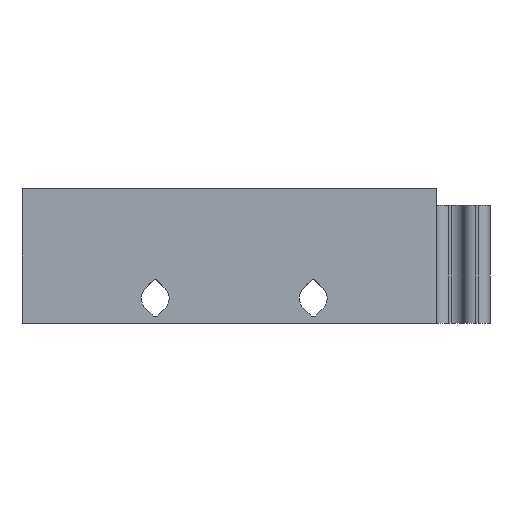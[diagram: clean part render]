
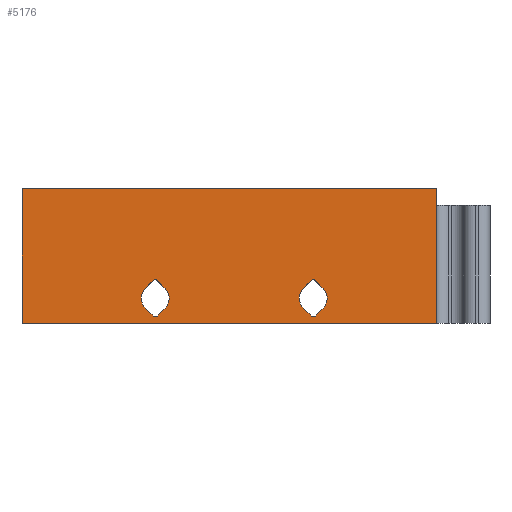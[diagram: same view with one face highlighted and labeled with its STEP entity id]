
A CAD part, left-side view. The second image highlights one B-rep face of the part: STEP entity #5176.
In plain terms, the highlighted planar face has unit normal (-1, 0, 0).
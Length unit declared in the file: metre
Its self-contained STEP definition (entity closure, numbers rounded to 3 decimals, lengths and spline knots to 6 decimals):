
#114=CIRCLE('',#5501,0.002075);
#115=CIRCLE('',#5502,0.0004);
#116=CIRCLE('',#5503,0.002075);
#117=CIRCLE('',#5504,0.0004);
#118=CIRCLE('',#5505,0.002075);
#119=CIRCLE('',#5506,0.0004);
#120=CIRCLE('',#5507,0.002075);
#121=CIRCLE('',#5508,0.0004);
#304=PLANE('',#5500);
#522=LINE('',#7689,#1031);
#547=LINE('',#7816,#1056);
#578=LINE('',#7926,#1087);
#579=LINE('',#7927,#1088);
#580=LINE('',#7928,#1089);
#581=LINE('',#7933,#1090);
#582=LINE('',#7937,#1091);
#583=LINE('',#7941,#1092);
#584=LINE('',#7947,#1093);
#585=LINE('',#7951,#1094);
#586=LINE('',#7955,#1095);
#587=LINE('',#7959,#1096);
#1031=VECTOR('',#6022,1.);
#1056=VECTOR('',#6061,1.);
#1087=VECTOR('',#6142,1.);
#1088=VECTOR('',#6143,1.);
#1089=VECTOR('',#6144,1.);
#1090=VECTOR('',#6147,1.);
#1091=VECTOR('',#6150,1.);
#1092=VECTOR('',#6153,1.);
#1093=VECTOR('',#6158,1.);
#1094=VECTOR('',#6161,1.);
#1095=VECTOR('',#6164,1.);
#1096=VECTOR('',#6167,1.);
#1834=ORIENTED_EDGE('',*,*,#3241,.T.);
#1835=ORIENTED_EDGE('',*,*,#3296,.T.);
#1836=ORIENTED_EDGE('',*,*,#3194,.F.);
#1837=ORIENTED_EDGE('',*,*,#3297,.T.);
#1838=ORIENTED_EDGE('',*,*,#3298,.F.);
#1839=ORIENTED_EDGE('',*,*,#3299,.T.);
#1840=ORIENTED_EDGE('',*,*,#3300,.F.);
#1841=ORIENTED_EDGE('',*,*,#3301,.T.);
#1842=ORIENTED_EDGE('',*,*,#3302,.T.);
#1843=ORIENTED_EDGE('',*,*,#3303,.T.);
#1844=ORIENTED_EDGE('',*,*,#3304,.T.);
#1845=ORIENTED_EDGE('',*,*,#3305,.T.);
#1846=ORIENTED_EDGE('',*,*,#3306,.F.);
#1847=ORIENTED_EDGE('',*,*,#3307,.T.);
#1848=ORIENTED_EDGE('',*,*,#3308,.F.);
#1849=ORIENTED_EDGE('',*,*,#3309,.F.);
#1850=ORIENTED_EDGE('',*,*,#3310,.F.);
#1851=ORIENTED_EDGE('',*,*,#3311,.F.);
#1852=ORIENTED_EDGE('',*,*,#3312,.F.);
#1853=ORIENTED_EDGE('',*,*,#3313,.T.);
#3194=EDGE_CURVE('',#3948,#3950,#522,.F.);
#3241=EDGE_CURVE('',#3997,#3996,#547,.F.);
#3296=EDGE_CURVE('',#3996,#3950,#578,.T.);
#3297=EDGE_CURVE('',#3948,#3997,#579,.T.);
#3298=EDGE_CURVE('',#4051,#4052,#580,.T.);
#3299=EDGE_CURVE('',#4051,#4053,#114,.T.);
#3300=EDGE_CURVE('',#4054,#4053,#581,.T.);
#3301=EDGE_CURVE('',#4054,#4055,#115,.T.);
#3302=EDGE_CURVE('',#4055,#4056,#582,.T.);
#3303=EDGE_CURVE('',#4056,#4057,#116,.T.);
#3304=EDGE_CURVE('',#4057,#4058,#583,.T.);
#3305=EDGE_CURVE('',#4058,#4052,#117,.T.);
#3306=EDGE_CURVE('',#4059,#4060,#118,.F.);
#3307=EDGE_CURVE('',#4059,#4061,#584,.T.);
#3308=EDGE_CURVE('',#4062,#4061,#119,.F.);
#3309=EDGE_CURVE('',#4063,#4062,#585,.T.);
#3310=EDGE_CURVE('',#4064,#4063,#120,.F.);
#3311=EDGE_CURVE('',#4065,#4064,#586,.T.);
#3312=EDGE_CURVE('',#4066,#4065,#121,.F.);
#3313=EDGE_CURVE('',#4066,#4060,#587,.T.);
#3948=VERTEX_POINT('',#7687);
#3950=VERTEX_POINT('',#7690);
#3996=VERTEX_POINT('',#7815);
#3997=VERTEX_POINT('',#7817);
#4051=VERTEX_POINT('',#7929);
#4052=VERTEX_POINT('',#7930);
#4053=VERTEX_POINT('',#7932);
#4054=VERTEX_POINT('',#7934);
#4055=VERTEX_POINT('',#7936);
#4056=VERTEX_POINT('',#7938);
#4057=VERTEX_POINT('',#7940);
#4058=VERTEX_POINT('',#7942);
#4059=VERTEX_POINT('',#7945);
#4060=VERTEX_POINT('',#7946);
#4061=VERTEX_POINT('',#7948);
#4062=VERTEX_POINT('',#7950);
#4063=VERTEX_POINT('',#7952);
#4064=VERTEX_POINT('',#7954);
#4065=VERTEX_POINT('',#7956);
#4066=VERTEX_POINT('',#7958);
#4561=EDGE_LOOP('',(#1834,#1835,#1836,#1837));
#4562=EDGE_LOOP('',(#1838,#1839,#1840,#1841,#1842,#1843,#1844,#1845));
#4563=EDGE_LOOP('',(#1846,#1847,#1848,#1849,#1850,#1851,#1852,#1853));
#4852=FACE_BOUND('',#4561,.T.);
#4853=FACE_BOUND('',#4562,.T.);
#4854=FACE_BOUND('',#4563,.T.);
#5176=ADVANCED_FACE('',(#4852,#4853,#4854),#304,.F.);
#5500=AXIS2_PLACEMENT_3D('',#7925,#6140,#6141);
#5501=AXIS2_PLACEMENT_3D('',#7931,#6145,#6146);
#5502=AXIS2_PLACEMENT_3D('',#7935,#6148,#6149);
#5503=AXIS2_PLACEMENT_3D('',#7939,#6151,#6152);
#5504=AXIS2_PLACEMENT_3D('',#7943,#6154,#6155);
#5505=AXIS2_PLACEMENT_3D('',#7944,#6156,#6157);
#5506=AXIS2_PLACEMENT_3D('',#7949,#6159,#6160);
#5507=AXIS2_PLACEMENT_3D('',#7953,#6162,#6163);
#5508=AXIS2_PLACEMENT_3D('',#7957,#6165,#6166);
#6022=DIRECTION('',(0.,1.,0.));
#6061=DIRECTION('',(0.,1.,0.));
#6140=DIRECTION('',(1.,0.,0.));
#6141=DIRECTION('',(0.,1.,0.));
#6142=DIRECTION('',(0.,0.,1.));
#6143=DIRECTION('',(0.,0.,-1.));
#6144=DIRECTION('',(0.,-0.707,-0.707));
#6145=DIRECTION('',(1.,0.,0.));
#6146=DIRECTION('',(0.,1.,0.));
#6147=DIRECTION('',(0.,0.707,-0.707));
#6148=DIRECTION('',(1.,0.,0.));
#6149=DIRECTION('',(0.,1.,0.));
#6150=DIRECTION('',(0.,-0.707,-0.707));
#6151=DIRECTION('',(1.,0.,0.));
#6152=DIRECTION('',(0.,1.,0.));
#6153=DIRECTION('',(0.,0.707,-0.707));
#6154=DIRECTION('',(1.,0.,0.));
#6155=DIRECTION('',(0.,1.,0.));
#6156=DIRECTION('',(1.,0.,0.));
#6157=DIRECTION('',(0.,1.,0.));
#6158=DIRECTION('',(0.,0.707,-0.707));
#6159=DIRECTION('',(1.,0.,0.));
#6160=DIRECTION('',(0.,1.,0.));
#6161=DIRECTION('',(0.,-0.707,-0.707));
#6162=DIRECTION('',(1.,0.,0.));
#6163=DIRECTION('',(0.,1.,0.));
#6164=DIRECTION('',(0.,0.707,-0.707));
#6165=DIRECTION('',(1.,0.,0.));
#6166=DIRECTION('',(0.,1.,0.));
#6167=DIRECTION('',(0.,-0.707,-0.707));
#7687=CARTESIAN_POINT('',(1.230025,1.6515,0.38));
#7689=CARTESIAN_POINT('',(1.230025,1.542111,0.38));
#7690=CARTESIAN_POINT('',(1.230025,1.590025,0.38));
#7815=CARTESIAN_POINT('',(1.230025,1.590025,0.36));
#7816=CARTESIAN_POINT('',(1.230025,1.662111,0.36));
#7817=CARTESIAN_POINT('',(1.230025,1.6515,0.36));
#7925=CARTESIAN_POINT('',(1.230025,1.542111,0.38));
#7926=CARTESIAN_POINT('',(1.230025,1.590025,0.38));
#7927=CARTESIAN_POINT('',(1.230025,1.6515,0.38));
#7928=CARTESIAN_POINT('',(1.230025,1.596523,0.325588));
#7929=CARTESIAN_POINT('',(1.230025,1.633201,0.362266));
#7930=CARTESIAN_POINT('',(1.230025,1.632016,0.361082));
#7931=CARTESIAN_POINT('',(1.230025,1.631733,0.363733));
#7932=CARTESIAN_POINT('',(1.230025,1.633201,0.365201));
#7933=CARTESIAN_POINT('',(1.230025,1.580256,0.418145));
#7934=CARTESIAN_POINT('',(1.230025,1.632016,0.366385));
#7935=CARTESIAN_POINT('',(1.230025,1.631733,0.366102));
#7936=CARTESIAN_POINT('',(1.230025,1.631451,0.366385));
#7937=CARTESIAN_POINT('',(1.230025,1.593588,0.328523));
#7938=CARTESIAN_POINT('',(1.230025,1.630266,0.365201));
#7939=CARTESIAN_POINT('',(1.230025,1.631733,0.363733));
#7940=CARTESIAN_POINT('',(1.230025,1.630266,0.362266));
#7941=CARTESIAN_POINT('',(1.230025,1.577322,0.415211));
#7942=CARTESIAN_POINT('',(1.230025,1.631451,0.361082));
#7943=CARTESIAN_POINT('',(1.230025,1.631733,0.361365));
#7944=CARTESIAN_POINT('',(1.230025,1.608267,0.363733));
#7945=CARTESIAN_POINT('',(1.230025,1.606799,0.362266));
#7946=CARTESIAN_POINT('',(1.230025,1.606799,0.365201));
#7947=CARTESIAN_POINT('',(1.230025,1.565588,0.403477));
#7948=CARTESIAN_POINT('',(1.230025,1.607984,0.361082));
#7949=CARTESIAN_POINT('',(1.230025,1.608267,0.361365));
#7950=CARTESIAN_POINT('',(1.230025,1.608549,0.361082));
#7951=CARTESIAN_POINT('',(1.230025,1.584789,0.337322));
#7952=CARTESIAN_POINT('',(1.230025,1.609734,0.362266));
#7953=CARTESIAN_POINT('',(1.230025,1.608267,0.363733));
#7954=CARTESIAN_POINT('',(1.230025,1.609734,0.365201));
#7955=CARTESIAN_POINT('',(1.230025,1.568523,0.406412));
#7956=CARTESIAN_POINT('',(1.230025,1.608549,0.366385));
#7957=CARTESIAN_POINT('',(1.230025,1.608267,0.366102));
#7958=CARTESIAN_POINT('',(1.230025,1.607984,0.366385));
#7959=CARTESIAN_POINT('',(1.230025,1.581855,0.340256));
